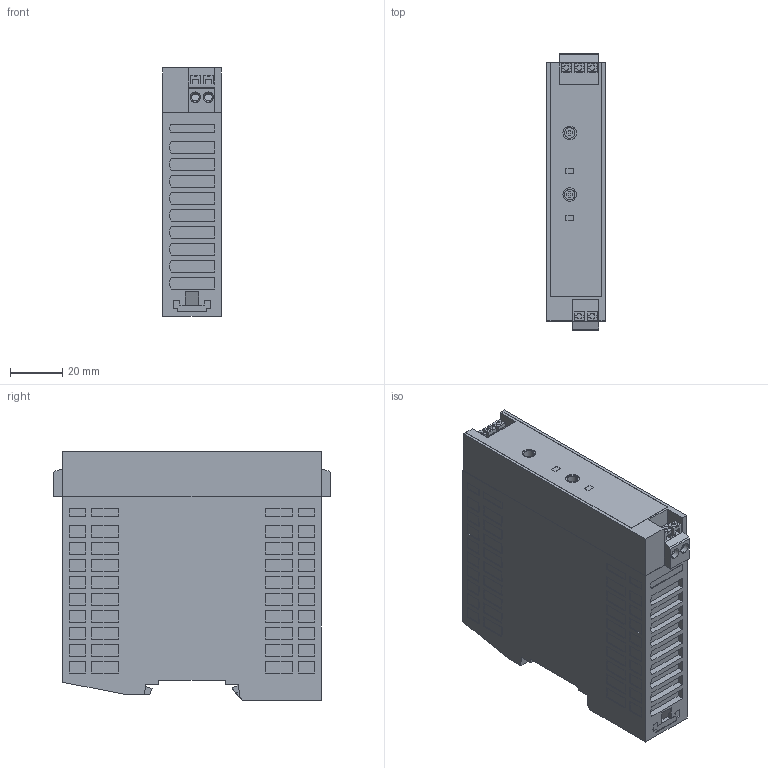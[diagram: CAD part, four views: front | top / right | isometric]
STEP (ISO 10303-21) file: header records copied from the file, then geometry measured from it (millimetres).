
FILE_DESCRIPTION(('STEP AP203'),'1');
FILE_NAME('2909575.stp','2024-12-07T08:13:00',('TraceParts'),('TraceParts S.A.'),'Spatial InterOp 3D',' ',' ');
FILE_SCHEMA(('CONFIG_CONTROL_DESIGN'));
Length unit declared in the file: millimetre
Products named in the file (1): 1
Bounding box: 22.5 x 106 x 95 mm (x, y, z)
Volume: 198186.1 mm3; surface area: 30509.5 mm2
Topology: 1 solids, 1 shells, 722 faces, 1826 edges, 1200 vertices
Faces by surface type: plane 663, cone 31, cylinder 28
Entity records: 21424 total; most frequent: CARTESIAN_POINT 3897, ORIENTED_EDGE 3652, DIRECTION 3350, EDGE_CURVE 1826, LINE 1708, VECTOR 1708, VERTEX_POINT 1200, EDGE_LOOP 826
